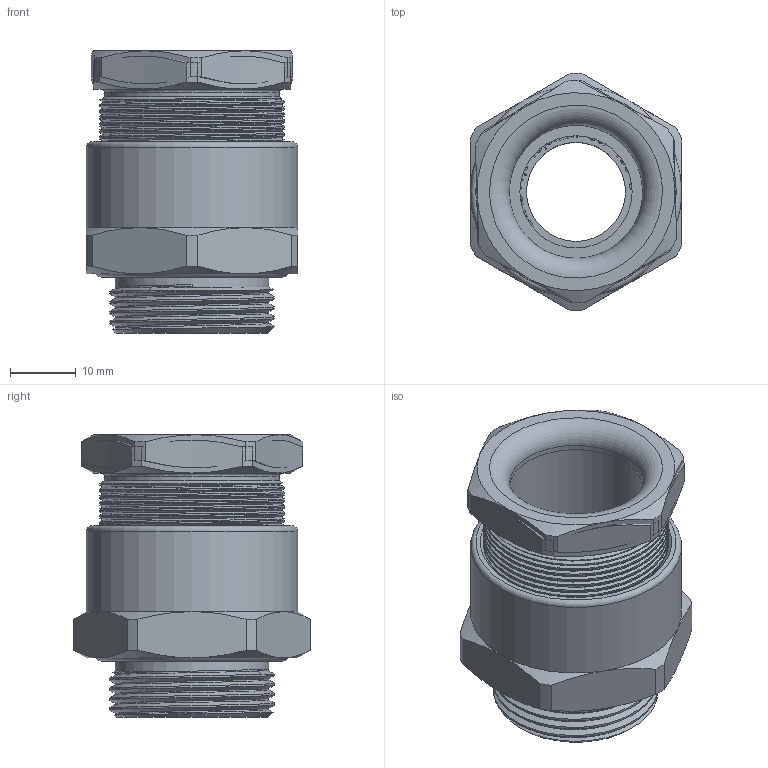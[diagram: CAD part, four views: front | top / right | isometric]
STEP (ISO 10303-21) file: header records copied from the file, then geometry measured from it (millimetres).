
FILE_DESCRIPTION(('HOOPS Exchange Step'),'2;1');
FILE_NAME('m25-d2-9mm-e204-622-conversion.step','2025-03-21T08:40:00+00:00',('root'),('Unknown organisation'),'HOOPS Exchange 2024.3','HOOPS Exchange','Unknown authorisation');
FILE_SCHEMA( ('AP242_MANAGED_MODEL_BASED_3D_ENGINEERING_MIM_LF {1 0 10303 442 1 1 4 }') );
Length unit declared in the file: millimetre
Products named in the file (2): Default; m25-d2-9mm-e204-622-step
Assembly tree (1 placements, depth 2):
  m25-d2-9mm-e204-622-step
    Default
Bounding box: 32 x 35.95 x 42.8 mm (x, y, z)
Volume: 22617.9 mm3; surface area: 18753.2 mm2
Topology: 6 solids, 6 shells, 504 faces, 1337 edges, 879 vertices
Faces by surface type: plane 181, extrusion 141, cylinder 112, cone 51, torus 10, bspline 9
Full cylindrical faces by diameter (mm): 15 x1, 17 x1, 20.2 x3, 23.3 x1, 25 x3, 25.723 x1, 26.5 x2, 26.8 x2, 27 x34, 28 x32, 32 x1
Entity records: 54413 total; most frequent: CARTESIAN_POINT 42673, ORIENTED_EDGE 2674, DIRECTION 1876, EDGE_CURVE 1337, VERTEX_POINT 879, VECTOR 770, LINE 629, AXIS2_PLACEMENT_3D 553
